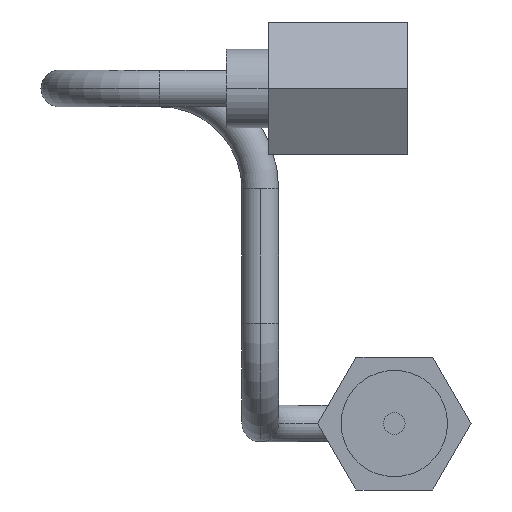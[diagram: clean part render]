
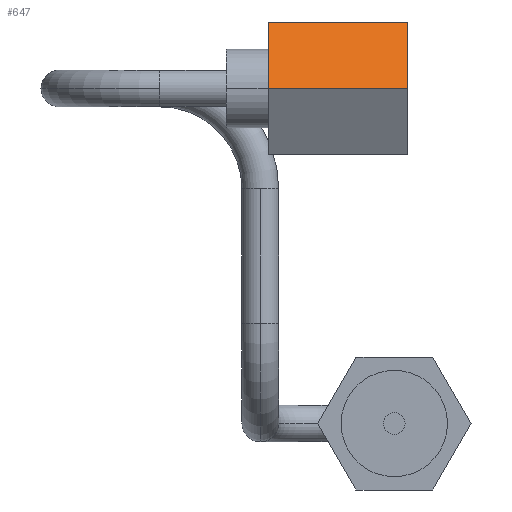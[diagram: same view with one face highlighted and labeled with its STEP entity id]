
A CAD part, left-side view. The second image highlights one B-rep face of the part: STEP entity #647.
In plain terms, the highlighted face is planar.
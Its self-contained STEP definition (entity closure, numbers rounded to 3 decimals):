
#21 = CARTESIAN_POINT ( 'NONE',  ( 0., -4.583, 0. ) ) ;
#35 = PLANE ( 'NONE',  #435 ) ;
#39 = ORIENTED_EDGE ( 'NONE', *, *, #805, .T. ) ;
#57 = VECTOR ( 'NONE', #72, 1000. ) ;
#72 = DIRECTION ( 'NONE',  ( 1., 0., 0. ) ) ;
#105 = ORIENTED_EDGE ( 'NONE', *, *, #1014, .F. ) ;
#106 = CARTESIAN_POINT ( 'NONE',  ( -8.33, -2.291, 3.969 ) ) ;
#221 = DIRECTION ( 'NONE',  ( 1., 0., 0. ) ) ;
#316 = VERTEX_POINT ( 'NONE', #106 ) ;
#320 = LINE ( 'NONE', #619, #57 ) ;
#322 = CARTESIAN_POINT ( 'NONE',  ( -8.33, -2.291, 3.969 ) ) ;
#335 = CARTESIAN_POINT ( 'NONE',  ( -8.33, -2.291, 3.969 ) ) ;
#354 = LINE ( 'NONE', #335, #419 ) ;
#398 = CARTESIAN_POINT ( 'NONE',  ( -8.33, -4.583, 0. ) ) ;
#414 = DIRECTION ( 'NONE',  ( 0., -0.5, -0.866 ) ) ;
#419 = VECTOR ( 'NONE', #701, 1000. ) ;
#435 = AXIS2_PLACEMENT_3D ( 'NONE', #322, #1177, #861 ) ;
#488 = ORIENTED_EDGE ( 'NONE', *, *, #1187, .F. ) ;
#511 = LINE ( 'NONE', #868, #518 ) ;
#518 = VECTOR ( 'NONE', #414, 1000. ) ;
#566 = LINE ( 'NONE', #769, #1048 ) ;
#614 = VERTEX_POINT ( 'NONE', #21 ) ;
#619 = CARTESIAN_POINT ( 'NONE',  ( -8.33, -2.291, 3.969 ) ) ;
#638 = EDGE_LOOP ( 'NONE', ( #105, #488, #39, #876 ) ) ;
#647 = ADVANCED_FACE ( 'NONE', ( #1068 ), #35, .T. ) ;
#701 = DIRECTION ( 'NONE',  ( 0., -0.5, -0.866 ) ) ;
#715 = CARTESIAN_POINT ( 'NONE',  ( 0., -2.291, 3.969 ) ) ;
#769 = CARTESIAN_POINT ( 'NONE',  ( -8.33, -4.583, 0. ) ) ;
#805 = EDGE_CURVE ( 'NONE', #316, #1008, #354, .T. ) ;
#859 = VERTEX_POINT ( 'NONE', #715 ) ;
#861 = DIRECTION ( 'NONE',  ( -1., 0., 0. ) ) ;
#868 = CARTESIAN_POINT ( 'NONE',  ( 0., -2.291, 3.969 ) ) ;
#876 = ORIENTED_EDGE ( 'NONE', *, *, #1006, .T. ) ;
#1006 = EDGE_CURVE ( 'NONE', #1008, #614, #566, .T. ) ;
#1008 = VERTEX_POINT ( 'NONE', #398 ) ;
#1014 = EDGE_CURVE ( 'NONE', #859, #614, #511, .T. ) ;
#1048 = VECTOR ( 'NONE', #221, 1000. ) ;
#1068 = FACE_OUTER_BOUND ( 'NONE', #638, .T. ) ;
#1177 = DIRECTION ( 'NONE',  ( 0., -0.866, 0.5 ) ) ;
#1187 = EDGE_CURVE ( 'NONE', #316, #859, #320, .T. ) ;
